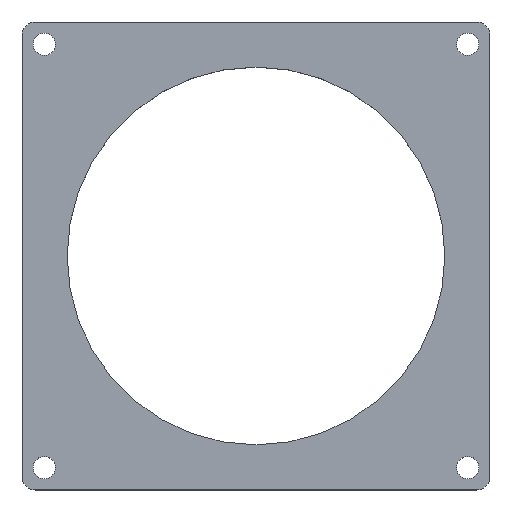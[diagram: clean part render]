
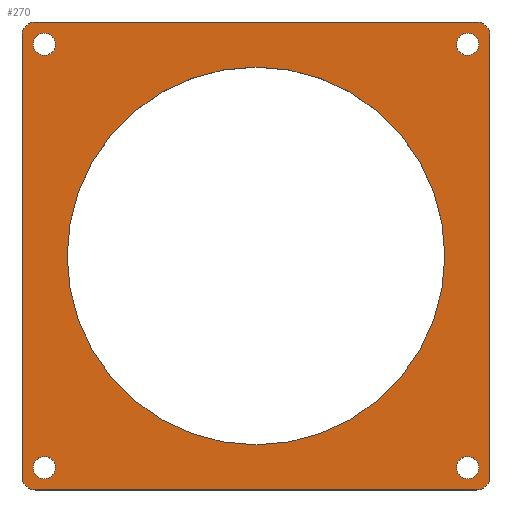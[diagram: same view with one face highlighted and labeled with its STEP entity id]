
A CAD part, top view. The second image highlights one B-rep face of the part: STEP entity #270.
In plain terms, the highlighted planar face has unit normal (0, 0, 1).
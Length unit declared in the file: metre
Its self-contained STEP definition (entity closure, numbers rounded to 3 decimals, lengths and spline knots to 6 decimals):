
#12=CIRCLE('',#298,0.02115);
#14=CIRCLE('',#301,0.00125);
#15=CIRCLE('',#302,0.00125);
#16=CIRCLE('',#303,0.00125);
#17=CIRCLE('',#304,0.00125);
#18=CIRCLE('',#305,0.0015);
#19=CIRCLE('',#306,0.0015);
#20=CIRCLE('',#307,0.0015);
#21=CIRCLE('',#308,0.0015);
#57=ORIENTED_EDGE('',*,*,#125,.F.);
#58=ORIENTED_EDGE('',*,*,#126,.F.);
#59=ORIENTED_EDGE('',*,*,#127,.F.);
#60=ORIENTED_EDGE('',*,*,#128,.F.);
#61=ORIENTED_EDGE('',*,*,#113,.T.);
#62=ORIENTED_EDGE('',*,*,#129,.T.);
#63=ORIENTED_EDGE('',*,*,#115,.T.);
#64=ORIENTED_EDGE('',*,*,#130,.T.);
#65=ORIENTED_EDGE('',*,*,#121,.F.);
#66=ORIENTED_EDGE('',*,*,#131,.T.);
#67=ORIENTED_EDGE('',*,*,#109,.F.);
#68=ORIENTED_EDGE('',*,*,#132,.T.);
#69=ORIENTED_EDGE('',*,*,#123,.F.);
#109=EDGE_CURVE('',#143,#144,#169,.T.);
#113=EDGE_CURVE('',#148,#147,#173,.T.);
#115=EDGE_CURVE('',#149,#150,#175,.T.);
#121=EDGE_CURVE('',#155,#156,#181,.T.);
#123=EDGE_CURVE('',#157,#157,#12,.T.);
#125=EDGE_CURVE('',#159,#159,#14,.T.);
#126=EDGE_CURVE('',#160,#160,#15,.T.);
#127=EDGE_CURVE('',#161,#161,#16,.T.);
#128=EDGE_CURVE('',#162,#162,#17,.T.);
#129=EDGE_CURVE('',#147,#149,#18,.T.);
#130=EDGE_CURVE('',#150,#156,#19,.T.);
#131=EDGE_CURVE('',#155,#144,#20,.T.);
#132=EDGE_CURVE('',#143,#148,#21,.T.);
#143=VERTEX_POINT('',#416);
#144=VERTEX_POINT('',#418);
#147=VERTEX_POINT('',#425);
#148=VERTEX_POINT('',#427);
#149=VERTEX_POINT('',#431);
#150=VERTEX_POINT('',#432);
#155=VERTEX_POINT('',#443);
#156=VERTEX_POINT('',#445);
#157=VERTEX_POINT('',#449);
#159=VERTEX_POINT('',#454);
#160=VERTEX_POINT('',#456);
#161=VERTEX_POINT('',#458);
#162=VERTEX_POINT('',#460);
#169=LINE('',#417,#185);
#173=LINE('',#426,#189);
#175=LINE('',#430,#191);
#181=LINE('',#444,#197);
#185=VECTOR('',#332,1.);
#189=VECTOR('',#338,1.);
#191=VECTOR('',#342,1.);
#197=VECTOR('',#350,1.);
#205=EDGE_LOOP('',(#57));
#206=EDGE_LOOP('',(#58));
#207=EDGE_LOOP('',(#59));
#208=EDGE_LOOP('',(#60));
#209=EDGE_LOOP('',(#61,#62,#63,#64,#65,#66,#67,#68));
#210=EDGE_LOOP('',(#69));
#235=FACE_BOUND('',#205,.T.);
#236=FACE_BOUND('',#206,.T.);
#237=FACE_BOUND('',#207,.T.);
#238=FACE_BOUND('',#208,.T.);
#239=FACE_BOUND('',#209,.T.);
#240=FACE_BOUND('',#210,.T.);
#263=PLANE('',#300);
#270=ADVANCED_FACE('',(#235,#236,#237,#238,#239,#240),#263,.T.);
#298=AXIS2_PLACEMENT_3D('',#448,#354,#355);
#300=AXIS2_PLACEMENT_3D('',#452,#358,#359);
#301=AXIS2_PLACEMENT_3D('',#453,#360,#361);
#302=AXIS2_PLACEMENT_3D('',#455,#362,#363);
#303=AXIS2_PLACEMENT_3D('',#457,#364,#365);
#304=AXIS2_PLACEMENT_3D('',#459,#366,#367);
#305=AXIS2_PLACEMENT_3D('',#461,#368,#369);
#306=AXIS2_PLACEMENT_3D('',#462,#370,#371);
#307=AXIS2_PLACEMENT_3D('',#463,#372,#373);
#308=AXIS2_PLACEMENT_3D('',#464,#374,#375);
#332=DIRECTION('',(0.,-1.,0.));
#338=DIRECTION('',(-1.,0.,0.));
#342=DIRECTION('',(0.,-1.,0.));
#350=DIRECTION('',(-1.,0.,0.));
#354=DIRECTION('',(0.,0.,1.));
#355=DIRECTION('',(1.,0.,0.));
#358=DIRECTION('',(0.,0.,1.));
#359=DIRECTION('',(1.,0.,0.));
#360=DIRECTION('',(0.,0.,1.));
#361=DIRECTION('',(1.,0.,0.));
#362=DIRECTION('',(0.,0.,1.));
#363=DIRECTION('',(1.,0.,0.));
#364=DIRECTION('',(0.,0.,1.));
#365=DIRECTION('',(1.,0.,0.));
#366=DIRECTION('',(0.,0.,1.));
#367=DIRECTION('',(1.,0.,0.));
#368=DIRECTION('',(0.,0.,1.));
#369=DIRECTION('',(1.,0.,0.));
#370=DIRECTION('',(0.,0.,1.));
#371=DIRECTION('',(1.,0.,0.));
#372=DIRECTION('',(0.,0.,1.));
#373=DIRECTION('',(1.,0.,0.));
#374=DIRECTION('',(0.,0.,1.));
#375=DIRECTION('',(1.,0.,0.));
#416=CARTESIAN_POINT('',(0.0262,0.0247,0.0577));
#417=CARTESIAN_POINT('',(0.0262,0.,0.0577));
#418=CARTESIAN_POINT('',(0.0262,-0.0247,0.0577));
#425=CARTESIAN_POINT('',(-0.0247,0.0262,0.0577));
#426=CARTESIAN_POINT('',(0.,0.0262,0.0577));
#427=CARTESIAN_POINT('',(0.0247,0.0262,0.0577));
#430=CARTESIAN_POINT('',(-0.0262,0.,0.0577));
#431=CARTESIAN_POINT('',(-0.0262,0.0247,0.0577));
#432=CARTESIAN_POINT('',(-0.0262,-0.0247,0.0577));
#443=CARTESIAN_POINT('',(0.0247,-0.0262,0.0577));
#444=CARTESIAN_POINT('',(0.,-0.0262,0.0577));
#445=CARTESIAN_POINT('',(-0.0247,-0.0262,0.0577));
#448=CARTESIAN_POINT('',(0.,0.,0.0577));
#449=CARTESIAN_POINT('',(0.02115,0.,0.0577));
#452=CARTESIAN_POINT('',(0.,0.,0.0577));
#453=CARTESIAN_POINT('',(0.0237,-0.0237,0.0577));
#454=CARTESIAN_POINT('',(0.02495,-0.0237,0.0577));
#455=CARTESIAN_POINT('',(0.0237,0.0237,0.0577));
#456=CARTESIAN_POINT('',(0.02495,0.0237,0.0577));
#457=CARTESIAN_POINT('',(-0.0237,0.0237,0.0577));
#458=CARTESIAN_POINT('',(-0.02245,0.0237,0.0577));
#459=CARTESIAN_POINT('',(-0.0237,-0.0237,0.0577));
#460=CARTESIAN_POINT('',(-0.02245,-0.0237,0.0577));
#461=CARTESIAN_POINT('',(-0.0247,0.0247,0.0577));
#462=CARTESIAN_POINT('',(-0.0247,-0.0247,0.0577));
#463=CARTESIAN_POINT('',(0.0247,-0.0247,0.0577));
#464=CARTESIAN_POINT('',(0.0247,0.0247,0.0577));
